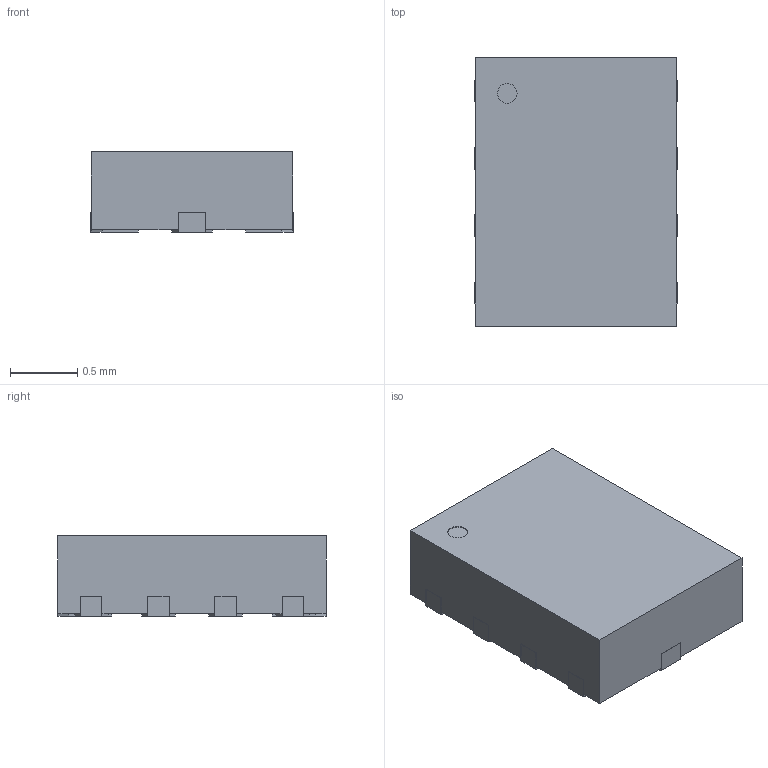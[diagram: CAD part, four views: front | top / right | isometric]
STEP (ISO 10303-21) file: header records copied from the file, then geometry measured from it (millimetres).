
FILE_DESCRIPTION(/* description */ ('Unknown'),/* implementation_level */ '2;1');
FILE_NAME(/* name */ 'PI3USB4000DZUAEX',/* time_stamp */ '2024-05-21T07:32:48+02:00',/* author */ ('Unknown'),/* organization */ ('Unknown'),/* preprocessor_version */ 'ST-DEVELOPER v19.4',/* originating_system */ 'Solid Edge',/* authorisation */ 'Unknown');
FILE_SCHEMA (('AUTOMOTIVE_DESIGN {1 0 10303 214 3 1 1}'));
Length unit declared in the file: millimetre
Products named in the file (1): PI3USB4000DZUAEX
Bounding box: 1.51 x 2 x 0.6 mm (x, y, z)
Volume: 1.8 mm3; surface area: 10.3 mm2
Topology: 1 solids, 1 shells, 109 faces, 298 edges, 192 vertices
Faces by surface type: plane 107, cylinder 2
Full cylindrical faces by diameter (mm): 0.147 x1
Entity records: 4138 total; most frequent: CARTESIAN_POINT 599, ORIENTED_EDGE 594, DIRECTION 521, EDGE_CURVE 297, LINE 293, VECTOR 293, VERTEX_POINT 192, AXIS2_PLACEMENT_3D 114
